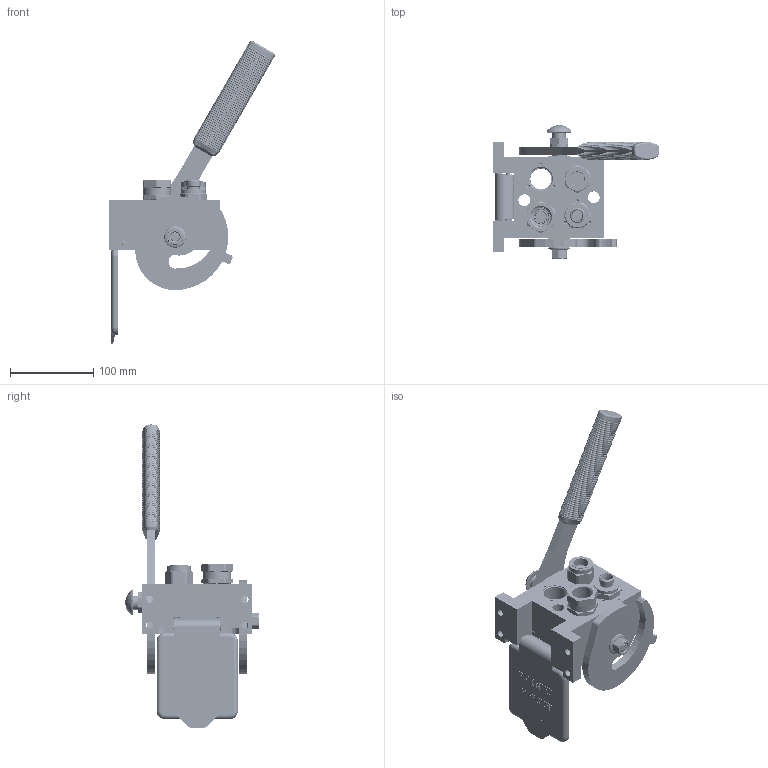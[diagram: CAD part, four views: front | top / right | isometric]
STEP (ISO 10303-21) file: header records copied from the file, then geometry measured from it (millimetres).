
FILE_DESCRIPTION (( 'STEP AP214' ), '1' );
FILE_NAME ('FASTER.step', '2026-01-27T10:08:57', ( '' ), ( '' ), 'SwSTEP 2.0', 'SolidWorks 2017', '' );
FILE_SCHEMA (( 'AUTOMOTIVE_DESIGN' ));
Length unit declared in the file: millimetre
Products named in the file (36): 4830_001_0005_300; P508_F_A_BASE; P508FA; 2ffnb12-2_18_f; 4830_020_0000_024; 4830_001_0005_301; 4870_025_1001_000; A_2ffnb12-2_18_f; A_2ffnb12-34g_f; 2ffnb12-34g_f; 1540_080_0012_000; 4830_022_0000_011; sicura_p5; FASTER; 4850_024_6001_021; 4870_024_1001_000; curs_molla_12; or1_5x7_m; 4142_072_1000_300; 4820_001_0004_000; 4810_001_0001_014; 2ffnb12_gas_f; et011; 4830_070_0000_001; 0048_042_0412_000; 4830_025_0000_001; 4830_025_1000_000; sv002011_m2; 4870_025_1001_000_ASM; 4340_014_0000_000; 4870_023_1001_000; A_2ffnb12_gas_f; 4830_025_2000_000
Assembly tree (37 placements, depth 4):
  FASTER
    P508_F_A_BASE
      P508FA
        4830_020_0000_024
        4820_001_0004_000
        4810_001_0001_014
        4830_001_0005_300
        4830_001_0005_301
    A_2ffnb12-34g_f
      curs_molla_12
        4340_014_0000_000
        4142_072_1000_300
      2ffnb12-34g_f
        2ffnb12-34g_f
    A_2ffnb12_gas_f
      curs_molla_12
        4340_014_0000_000
        4142_072_1000_300
      2ffnb12_gas_f
        2ffnb12_gas_f
    A_2ffnb12-2_18_f
      curs_molla_12
        4340_014_0000_000
        4142_072_1000_300
      2ffnb12-2_18_f
        2ffnb12-2_18_f
    4870_025_1001_000
      4870_025_1001_000_ASM
        4870_024_1001_000
        4850_024_6001_021
        sv002011_m2
      sicura_p5
        4830_025_0000_001
        or1_5x7_m
        0048_042_0412_000
      4830_025_2000_000
      4830_025_1000_000
      4830_022_0000_011
      4870_023_1001_000
      1540_080_0012_000
      4830_070_0000_001
    et011
Bounding box: 200.35 x 160.98 x 364.81 mm (x, y, z)
Volume: 215519.9 mm3; surface area: 294788.2 mm2
Topology: 20 solids, 50 shells, 5294 faces, 13261 edges, 8141 vertices
Faces by surface type: plane 2374, cylinder 1428, torus 828, cone 342, bspline 267, sphere 55
Entity records: 198937 total; most frequent: CARTESIAN_POINT 68773, ORIENTED_EDGE 25565, DIRECTION 24571, EDGE_CURVE 12996, AXIS2_PLACEMENT_3D 8709, VERTEX_POINT 8011, VECTOR 7153, LINE 7153
